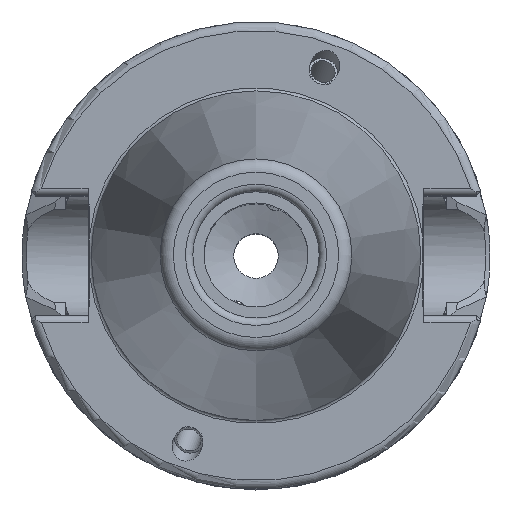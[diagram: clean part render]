
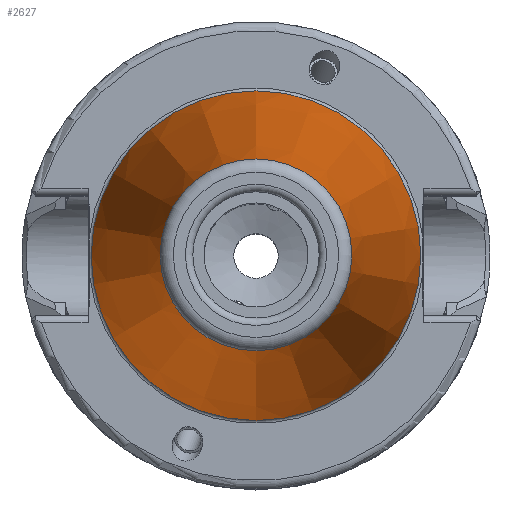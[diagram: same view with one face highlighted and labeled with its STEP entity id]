
A CAD part, top view. The second image highlights one B-rep face of the part: STEP entity #2627.
In plain terms, the highlighted conical face has half-angle 8.297 degrees and reference radius 17.554 mm.
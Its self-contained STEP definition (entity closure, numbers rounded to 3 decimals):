
#435=FACE_OUTER_BOUND('',#596,.T.);
#596=EDGE_LOOP('',(#2462,#2463,#2464,#2465,#2466));
#691=CIRCLE('',#2891,12.912);
#692=CIRCLE('',#2892,12.912);
#715=CIRCLE('',#2932,22.196);
#859=LINE('',#5475,#1003);
#1003=VECTOR('',#3645,17.554);
#1248=VERTEX_POINT('',#5405);
#1249=VERTEX_POINT('',#5407);
#1266=VERTEX_POINT('',#5471);
#1634=EDGE_CURVE('',#1248,#1249,#691,.T.);
#1635=EDGE_CURVE('',#1249,#1248,#692,.T.);
#1664=EDGE_CURVE('',#1266,#1266,#715,.T.);
#1666=EDGE_CURVE('',#1249,#1266,#859,.T.);
#2462=ORIENTED_EDGE('',*,*,#1635,.F.);
#2463=ORIENTED_EDGE('',*,*,#1666,.T.);
#2464=ORIENTED_EDGE('',*,*,#1664,.T.);
#2465=ORIENTED_EDGE('',*,*,#1666,.F.);
#2466=ORIENTED_EDGE('',*,*,#1634,.F.);
#2485=CONICAL_SURFACE('',#2933,17.554,0.145);
#2627=ADVANCED_FACE('',(#435),#2485,.T.);
#2891=AXIS2_PLACEMENT_3D('',#5408,#3552,#3553);
#2892=AXIS2_PLACEMENT_3D('',#5409,#3554,#3555);
#2932=AXIS2_PLACEMENT_3D('',#5472,#3640,#3641);
#2933=AXIS2_PLACEMENT_3D('',#5474,#3643,#3644);
#3552=DIRECTION('center_axis',(0.,0.,1.));
#3553=DIRECTION('ref_axis',(1.,0.,0.));
#3554=DIRECTION('center_axis',(0.,0.,1.));
#3555=DIRECTION('ref_axis',(1.,0.,0.));
#3640=DIRECTION('center_axis',(0.,0.,1.));
#3641=DIRECTION('ref_axis',(1.,0.,0.));
#3643=DIRECTION('center_axis',(0.,0.,-1.));
#3644=DIRECTION('ref_axis',(0.,-1.,0.));
#3645=DIRECTION('',(0.,0.144,-0.99));
#5405=CARTESIAN_POINT('',(12.912,0.,63.86));
#5407=CARTESIAN_POINT('',(0.,12.912,63.86));
#5408=CARTESIAN_POINT('Origin',(0.,0.,63.86));
#5409=CARTESIAN_POINT('Origin',(0.,0.,63.86));
#5471=CARTESIAN_POINT('',(0.,22.196,0.2));
#5472=CARTESIAN_POINT('Origin',(0.,0.,0.2));
#5474=CARTESIAN_POINT('Origin',(0.,0.,32.03));
#5475=CARTESIAN_POINT('',(0.,17.554,32.03));
